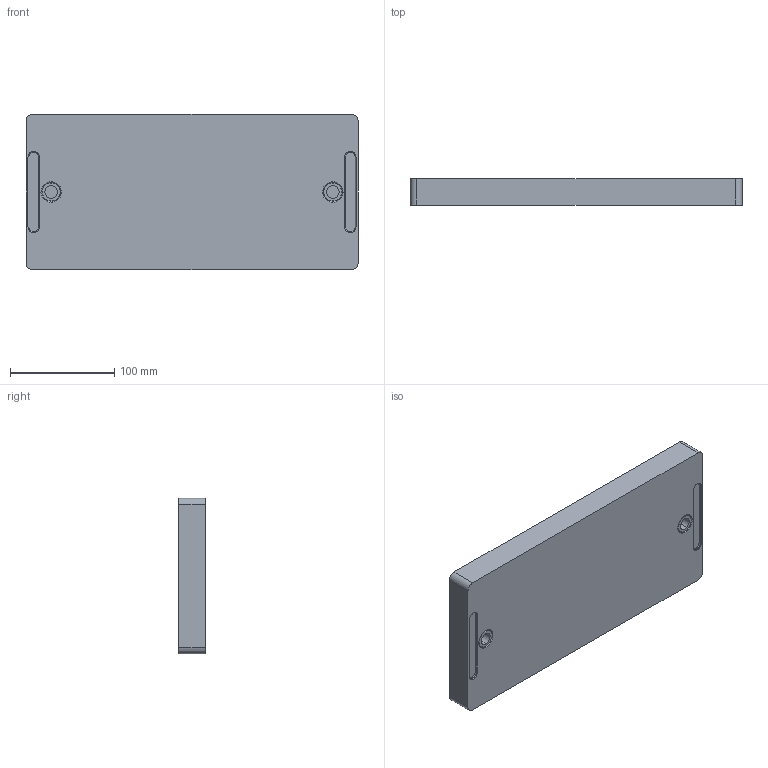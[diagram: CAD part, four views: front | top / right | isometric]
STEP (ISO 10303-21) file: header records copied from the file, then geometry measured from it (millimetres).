
FILE_DESCRIPTION (( 'STEP AP214' ), '1' );
FILE_NAME ('45325.STEP', '2015-08-14T14:52:09', ( '' ), ( '' ), 'SwSTEP 2.0', 'SolidWorks 2015', '' );
FILE_SCHEMA (( 'AUTOMOTIVE_DESIGN' ));
Length unit declared in the file: inch
Products named in the file (3): 450701_450701; 453251_453251; 45325
Assembly tree (3 placements, depth 2):
  45325
    453251_453251
    450701_450701  x2
Bounding box: 318.26 x 25.4 x 149.22 mm (x, y, z)
Volume: 1199232.3 mm3; surface area: 123158.6 mm2
Topology: 3 solids, 3 shells, 72 faces, 154 edges, 94 vertices
Faces by surface type: cylinder 26, plane 24, cone 18, torus 4
Entity records: 1692 total; most frequent: DIRECTION 308, CARTESIAN_POINT 263, ORIENTED_EDGE 248, EDGE_CURVE 124, AXIS2_PLACEMENT_3D 121, VERTEX_POINT 76, LINE 66, VECTOR 66
